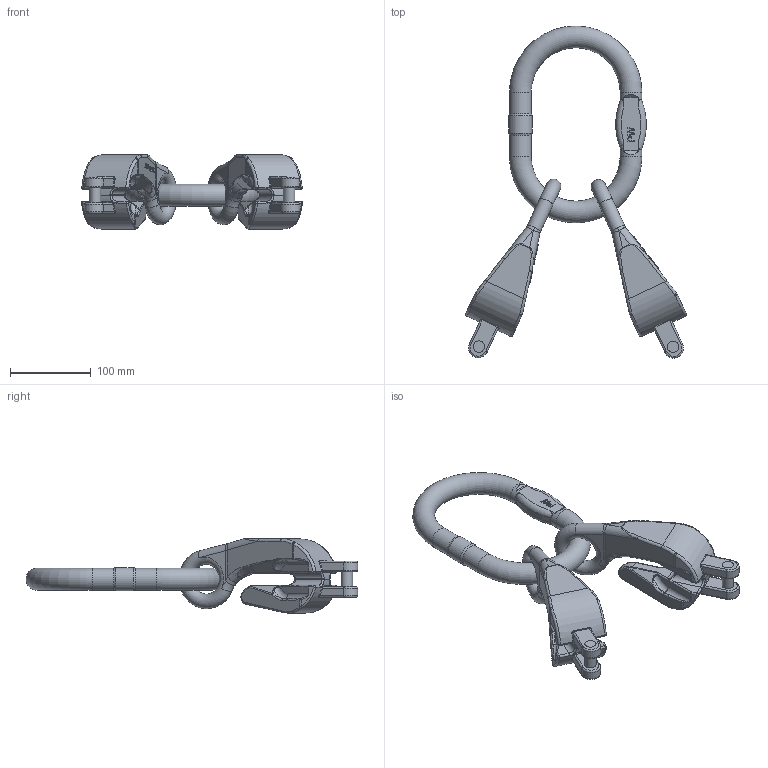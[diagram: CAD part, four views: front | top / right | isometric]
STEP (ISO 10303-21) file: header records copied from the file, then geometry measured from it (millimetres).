
FILE_DESCRIPTION(/* description */ (''),/* implementation_level */ '2;1');
FILE_NAME(/* name */ 'VXKW2-13 Kundenmodell.stp',/* time_stamp */ '2017-11-09T15:32:06+01:00',/* author */ (''),/* organization */ (''),/* preprocessor_version */ 'ST-DEVELOPER v16',/* originating_system */ 'SIEMENS PLM Software NX 11.0',/* authorisation */ '');
FILE_SCHEMA (('AUTOMOTIVE_DESIGN { 1 0 10303 214 3 1 1 1 }'));
Length unit declared in the file: millimetre
Products named in the file (1): zer1B14471C53d8
Bounding box: 273.49 x 411.29 x 92 mm (x, y, z)
Volume: 1166906.9 mm3; surface area: 165033.2 mm2
Topology: 5 solids, 5 shells, 1035 faces, 2590 edges, 1578 vertices
Faces by surface type: plane 342, extrusion 220, bspline 186, cylinder 185, torus 62, sphere 30, cone 10
Full cylindrical faces by diameter (mm): 14 x6, 27 x4, 29.025 x1
Entity records: 37475 total; most frequent: CARTESIAN_POINT 14803, ORIENTED_EDGE 5070, DIRECTION 3909, EDGE_CURVE 2535, VERTEX_POINT 1570, AXIS2_PLACEMENT_3D 1328, VECTOR 1253, EDGE_LOOP 1105
